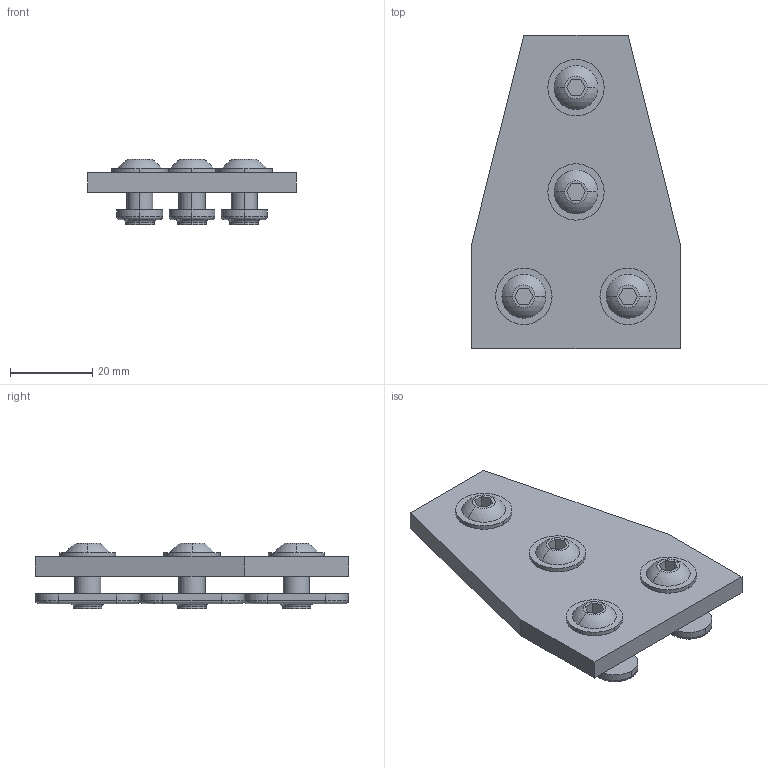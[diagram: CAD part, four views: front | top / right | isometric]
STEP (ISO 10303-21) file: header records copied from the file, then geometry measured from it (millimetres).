
FILE_DESCRIPTION (( 'STEP AP203' ), '1' );
FILE_NAME ('653078.SLDASM.step', '2003-10-13T11:22:43', ( 'Jerry Winters' ), ( 'GoEngineer' ), 'SwSTEP 2.0', 'SolidWorks 2003174', '' );
FILE_SCHEMA (( 'CONFIG_CONTROL_DESIGN' ));
Length unit declared in the file: inch
Products named in the file (5): 653078.SLDASM; 651130; FBHSCS_651136; 651163; Joining Plate (Tee)_653078
Assembly tree (7 placements, depth 3):
  653078.SLDASM
    Joining Plate (Tee)_653078
    651130  x4
      FBHSCS_651136
      651163
Bounding box: 50.8 x 76.2 x 16 mm (x, y, z)
Volume: 19507.3 mm3; surface area: 13030.3 mm2
Topology: 9 solids, 9 shells, 160 faces, 350 edges, 224 vertices
Faces by surface type: plane 72, cylinder 60, torus 20, sphere 8
Entity records: 2136 total; most frequent: DIRECTION 301, CARTESIAN_POINT 259, ORIENTED_EDGE 238, EDGE_CURVE 119, AXIS2_PLACEMENT_3D 119, VERTEX_POINT 77, EDGE_LOOP 66, LINE 63
